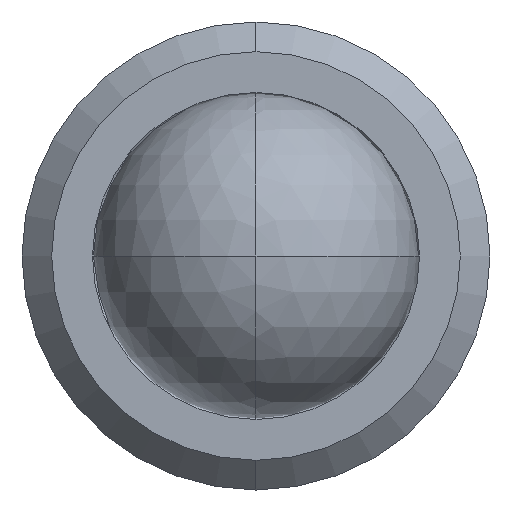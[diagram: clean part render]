
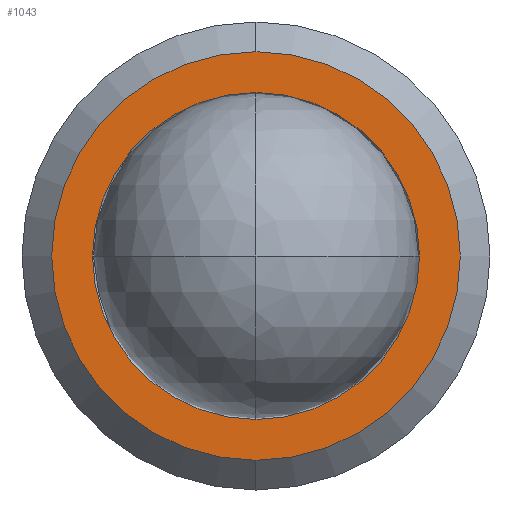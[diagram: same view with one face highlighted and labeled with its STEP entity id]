
A CAD part, left-side view. The second image highlights one B-rep face of the part: STEP entity #1043.
In plain terms, the highlighted planar face has unit normal (-1, 0, 0).
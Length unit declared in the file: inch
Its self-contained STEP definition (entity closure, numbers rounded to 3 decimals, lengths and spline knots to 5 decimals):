
#10 = CIRCLE ( 'NONE', #492, 0.06874 ) ;
#24 = DIRECTION ( 'NONE',  ( 0., 0., -1. ) ) ;
#61 = CIRCLE ( 'NONE', #2110, 0.055 ) ;
#73 = CARTESIAN_POINT ( 'NONE',  ( -1.8049, -0.08605, 0.76216 ) ) ;
#198 = VERTEX_POINT ( 'NONE', #919 ) ;
#357 = FACE_OUTER_BOUND ( 'NONE', #1106, .T. ) ;
#414 = EDGE_CURVE ( 'NONE', #1587, #499, #10, .T. ) ;
#462 = EDGE_CURVE ( 'NONE', #198, #1211, #61, .T. ) ;
#492 = AXIS2_PLACEMENT_3D ( 'NONE', #1490, #1979, #1337 ) ;
#499 = VERTEX_POINT ( 'NONE', #542 ) ;
#542 = CARTESIAN_POINT ( 'NONE',  ( -1.8049, -0.08605, 0.69342 ) ) ;
#588 = EDGE_CURVE ( 'NONE', #1211, #198, #1671, .T. ) ;
#776 = PLANE ( 'NONE',  #1004 ) ;
#781 = AXIS2_PLACEMENT_3D ( 'NONE', #1055, #1572, #1386 ) ;
#832 = ORIENTED_EDGE ( 'NONE', *, *, #462, .F. ) ;
#898 = FACE_BOUND ( 'NONE', #1933, .T. ) ;
#919 = CARTESIAN_POINT ( 'NONE',  ( -1.8049, -0.08605, 0.81716 ) ) ;
#956 = CARTESIAN_POINT ( 'NONE',  ( -1.8049, -0.03105, 0.76216 ) ) ;
#993 = CARTESIAN_POINT ( 'NONE',  ( -1.8049, -0.08605, 0.70716 ) ) ;
#1004 = AXIS2_PLACEMENT_3D ( 'NONE', #956, #1963, #24 ) ;
#1043 = ADVANCED_FACE ( 'NONE', ( #357, #898 ), #776, .F. ) ;
#1055 = CARTESIAN_POINT ( 'NONE',  ( -1.8049, -0.08605, 0.76216 ) ) ;
#1106 = EDGE_LOOP ( 'NONE', ( #1991, #1448 ) ) ;
#1211 = VERTEX_POINT ( 'NONE', #993 ) ;
#1224 = DIRECTION ( 'NONE',  ( 0., 0., 1. ) ) ;
#1337 = DIRECTION ( 'NONE',  ( 0., 0., -1. ) ) ;
#1350 = CARTESIAN_POINT ( 'NONE',  ( -1.8049, -0.08605, 0.8309 ) ) ;
#1386 = DIRECTION ( 'NONE',  ( 0., 0., 1. ) ) ;
#1409 = ORIENTED_EDGE ( 'NONE', *, *, #588, .F. ) ;
#1448 = ORIENTED_EDGE ( 'NONE', *, *, #414, .T. ) ;
#1490 = CARTESIAN_POINT ( 'NONE',  ( -1.8049, -0.08605, 0.76216 ) ) ;
#1533 = DIRECTION ( 'NONE',  ( -1., 0., 0. ) ) ;
#1572 = DIRECTION ( 'NONE',  ( -1., 0., 0. ) ) ;
#1587 = VERTEX_POINT ( 'NONE', #1350 ) ;
#1632 = EDGE_CURVE ( 'NONE', #499, #1587, #1764, .T. ) ;
#1671 = CIRCLE ( 'NONE', #781, 0.055 ) ;
#1764 = CIRCLE ( 'NONE', #2041, 0.06874 ) ;
#1869 = CARTESIAN_POINT ( 'NONE',  ( -1.8049, -0.08605, 0.76216 ) ) ;
#1933 = EDGE_LOOP ( 'NONE', ( #832, #1409 ) ) ;
#1963 = DIRECTION ( 'NONE',  ( 1., 0., 0. ) ) ;
#1979 = DIRECTION ( 'NONE',  ( -1., 0., 0. ) ) ;
#1991 = ORIENTED_EDGE ( 'NONE', *, *, #1632, .T. ) ;
#2013 = DIRECTION ( 'NONE',  ( 0., 0., -1. ) ) ;
#2036 = DIRECTION ( 'NONE',  ( -1., 0., 0. ) ) ;
#2041 = AXIS2_PLACEMENT_3D ( 'NONE', #73, #2036, #2013 ) ;
#2110 = AXIS2_PLACEMENT_3D ( 'NONE', #1869, #1533, #1224 ) ;
